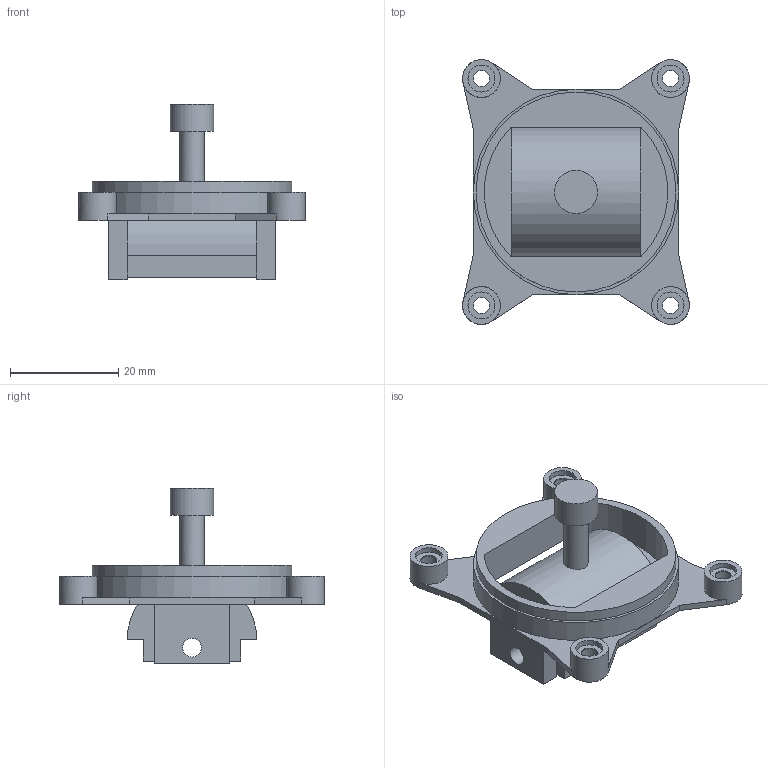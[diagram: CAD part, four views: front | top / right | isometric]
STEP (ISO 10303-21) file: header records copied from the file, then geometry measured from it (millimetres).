
FILE_DESCRIPTION(('FreeCAD Model'),'2;1');
FILE_NAME('Open CASCADE Shape Model','2025-01-04T12:31:13',(''),(''), 'Open CASCADE STEP processor 7.7','FreeCAD','Unknown');
FILE_SCHEMA(('AUTOMOTIVE_DESIGN { 1 0 10303 214 1 1 1 1 }'));
Length unit declared in the file: millimetre
Products named in the file (3): FreeCAD_Gimbal_BetaFPV_Literadio_3; Part1_001; Part2_001
Assembly tree (2 placements, depth 2):
  FreeCAD_Gimbal_BetaFPV_Literadio_3
    Part1_001
    Part2_001
Bounding box: 42 x 49 x 32.5 mm (x, y, z)
Volume: 11980.7 mm3; surface area: 8078.3 mm2
Topology: 2 solids, 2 shells, 84 faces, 198 edges, 129 vertices
Faces by surface type: plane 58, cylinder 26
Full cylindrical faces by diameter (mm): 3 x4, 3.5 x2, 4 x5, 4.5 x1, 5 x4, 7 x4, 8 x1, 37 x1, 38 x1
Entity records: 2558 total; most frequent: CARTESIAN_POINT 468, DIRECTION 433, ORIENTED_EDGE 396, EDGE_CURVE 198, AXIS2_PLACEMENT_3D 153, VERTEX_POINT 129, LINE 127, VECTOR 127
